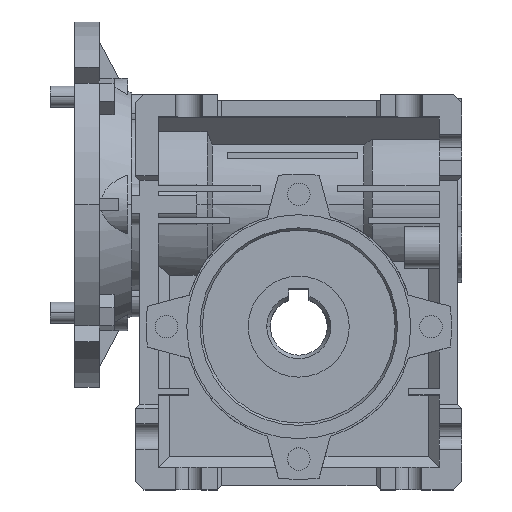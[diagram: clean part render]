
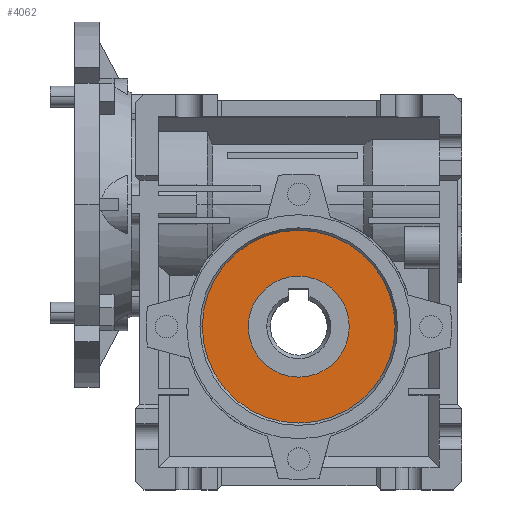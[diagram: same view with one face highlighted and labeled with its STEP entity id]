
A CAD part, top view. The second image highlights one B-rep face of the part: STEP entity #4062.
In plain terms, the highlighted planar face has unit normal (0, 0, 1).
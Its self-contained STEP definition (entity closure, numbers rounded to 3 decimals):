
#1645 = DIRECTION ( 'NONE',  ( 0., 0., 1. ) ) ;
#1729 = AXIS2_PLACEMENT_3D ( 'NONE', #12309, #24265, #4391 ) ;
#2225 = AXIS2_PLACEMENT_3D ( 'NONE', #2867, #16806, #4868 ) ;
#2395 = PLANE ( 'NONE',  #1729 ) ;
#2867 = CARTESIAN_POINT ( 'NONE',  ( 41., -30., 30.5 ) ) ;
#3033 = FACE_OUTER_BOUND ( 'NONE', #3323, .T. ) ;
#3185 = VERTEX_POINT ( 'NONE', #16652 ) ;
#3323 = EDGE_LOOP ( 'NONE', ( #9989, #5790 ) ) ;
#3546 = CIRCLE ( 'NONE', #4682, 12. ) ;
#4062 = ADVANCED_FACE ( 'NONE', ( #3033, #12403 ), #2395, .F. ) ;
#4198 = CIRCLE ( 'NONE', #24876, 12. ) ;
#4391 = DIRECTION ( 'NONE',  ( 0., -1., 0. ) ) ;
#4682 = AXIS2_PLACEMENT_3D ( 'NONE', #5199, #19131, #7195 ) ;
#4868 = DIRECTION ( 'NONE',  ( -1., 0., 0. ) ) ;
#5199 = CARTESIAN_POINT ( 'NONE',  ( 41., -30., 30.5 ) ) ;
#5692 = EDGE_CURVE ( 'NONE', #25510, #13265, #7934, .T. ) ;
#5790 = ORIENTED_EDGE ( 'NONE', *, *, #5692, .T. ) ;
#7119 = CARTESIAN_POINT ( 'NONE',  ( 17.327, -30., 30.5 ) ) ;
#7195 = DIRECTION ( 'NONE',  ( 1., 0., 0. ) ) ;
#7500 = DIRECTION ( 'NONE',  ( 0., 0., 1. ) ) ;
#7934 = CIRCLE ( 'NONE', #20110, 23.673 ) ;
#8624 = CIRCLE ( 'NONE', #2225, 23.673 ) ;
#9989 = ORIENTED_EDGE ( 'NONE', *, *, #16516, .T. ) ;
#12309 = CARTESIAN_POINT ( 'NONE',  ( 41., -30., 30.5 ) ) ;
#12313 = EDGE_CURVE ( 'NONE', #16722, #3185, #4198, .T. ) ;
#12403 = FACE_BOUND ( 'NONE', #18556, .T. ) ;
#12582 = CARTESIAN_POINT ( 'NONE',  ( 64.673, -30., 30.5 ) ) ;
#12870 = EDGE_CURVE ( 'NONE', #3185, #16722, #3546, .T. ) ;
#13265 = VERTEX_POINT ( 'NONE', #12582 ) ;
#13577 = CARTESIAN_POINT ( 'NONE',  ( 41., -30., 30.5 ) ) ;
#15581 = DIRECTION ( 'NONE',  ( -1., 0., 0. ) ) ;
#16516 = EDGE_CURVE ( 'NONE', #13265, #25510, #8624, .T. ) ;
#16652 = CARTESIAN_POINT ( 'NONE',  ( 29., -30., 30.5 ) ) ;
#16722 = VERTEX_POINT ( 'NONE', #19228 ) ;
#16806 = DIRECTION ( 'NONE',  ( 0., 0., 1. ) ) ;
#18556 = EDGE_LOOP ( 'NONE', ( #20458, #20961 ) ) ;
#19131 = DIRECTION ( 'NONE',  ( 0., 0., 1. ) ) ;
#19228 = CARTESIAN_POINT ( 'NONE',  ( 53., -30., 30.5 ) ) ;
#19411 = CARTESIAN_POINT ( 'NONE',  ( 41., -30., 30.5 ) ) ;
#20110 = AXIS2_PLACEMENT_3D ( 'NONE', #13577, #1645, #15581 ) ;
#20458 = ORIENTED_EDGE ( 'NONE', *, *, #12313, .F. ) ;
#20961 = ORIENTED_EDGE ( 'NONE', *, *, #12870, .F. ) ;
#21412 = DIRECTION ( 'NONE',  ( 1., 0., 0. ) ) ;
#24265 = DIRECTION ( 'NONE',  ( 0., 0., -1. ) ) ;
#24876 = AXIS2_PLACEMENT_3D ( 'NONE', #19411, #7500, #21412 ) ;
#25510 = VERTEX_POINT ( 'NONE', #7119 ) ;
